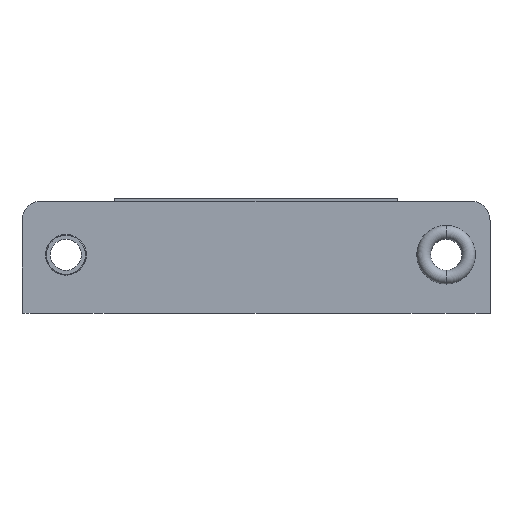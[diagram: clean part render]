
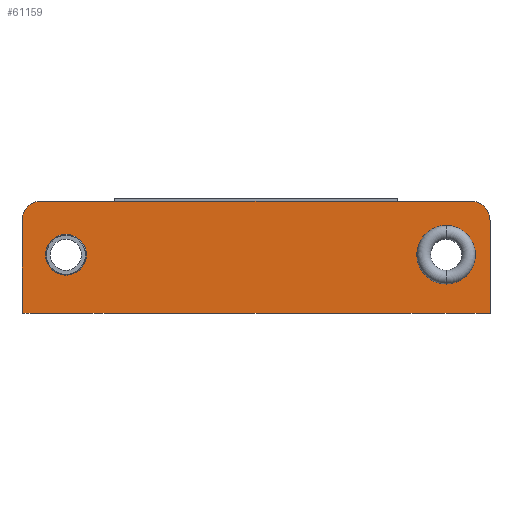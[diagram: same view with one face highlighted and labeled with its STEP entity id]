
A CAD part, front view. The second image highlights one B-rep face of the part: STEP entity #61159.
In plain terms, the highlighted planar face has unit normal (0, -1, 0).
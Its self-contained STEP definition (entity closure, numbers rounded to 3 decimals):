
#2656=DIRECTION('',(-1.,0.,0.));
#2657=VECTOR('',#2656,44.);
#2658=CARTESIAN_POINT('',(22.,-0.713,5.463));
#2659=LINE('',#2658,#2657);
#2664=CARTESIAN_POINT('',(22.,-0.713,3.457));
#2665=DIRECTION('',(0.,-1.,0.));
#2666=DIRECTION('',(1.,0.,0.));
#2667=AXIS2_PLACEMENT_3D('',#2664,#2665,#2666);
#2694=DIRECTION('',(0.,0.,1.));
#2695=VECTOR('',#2694,9.507);
#2696=CARTESIAN_POINT('',(24.007,-0.713,-6.05));
#2697=LINE('',#2696,#2695);
#2800=DIRECTION('',(0.,0.,1.));
#2801=VECTOR('',#2800,9.507);
#2802=CARTESIAN_POINT('',(-24.007,-0.713,-6.05));
#2803=LINE('',#2802,#2801);
#3218=DIRECTION('',(-1.,0.,0.));
#3219=VECTOR('',#3218,48.013);
#3220=CARTESIAN_POINT('',(24.007,-0.713,-6.05));
#3221=LINE('',#3220,#3219);
#3222=CARTESIAN_POINT('',(-19.5,-0.713,-0.044));
#3223=DIRECTION('',(0.,1.,0.));
#3224=DIRECTION('',(0.,0.,-1.));
#3225=AXIS2_PLACEMENT_3D('',#3222,#3223,#3224);
#3227=CARTESIAN_POINT('',(-19.5,-0.713,-0.044));
#3228=DIRECTION('',(0.,1.,0.));
#3229=DIRECTION('',(0.,0.,1.));
#3230=AXIS2_PLACEMENT_3D('',#3227,#3228,#3229);
#3232=CARTESIAN_POINT('',(19.5,-0.713,-0.044));
#3233=DIRECTION('',(0.,-1.,0.));
#3234=DIRECTION('',(0.,0.,-1.));
#3235=AXIS2_PLACEMENT_3D('',#3232,#3233,#3234);
#3237=CARTESIAN_POINT('',(19.5,-0.713,-0.044));
#3238=DIRECTION('',(0.,-1.,0.));
#3239=DIRECTION('',(0.,0.,1.));
#3240=AXIS2_PLACEMENT_3D('',#3237,#3238,#3239);
#3255=CARTESIAN_POINT('',(-22.,-0.713,3.457));
#3256=DIRECTION('',(0.,-1.,0.));
#3257=DIRECTION('',(0.,0.,1.));
#3258=AXIS2_PLACEMENT_3D('',#3255,#3256,#3257);
#57671=CARTESIAN_POINT('',(24.007,-0.713,-6.05));
#57672=CARTESIAN_POINT('',(-24.007,-0.713,-6.05));
#57673=VERTEX_POINT('',#57671);
#57674=VERTEX_POINT('',#57672);
#57719=CARTESIAN_POINT('',(-24.007,-0.713,3.457));
#57721=VERTEX_POINT('',#57719);
#57725=CARTESIAN_POINT('',(-22.,-0.713,5.463));
#57726=VERTEX_POINT('',#57725);
#57728=CARTESIAN_POINT('',(24.007,-0.713,3.457));
#57730=VERTEX_POINT('',#57728);
#57731=CARTESIAN_POINT('',(22.,-0.713,5.463));
#57732=VERTEX_POINT('',#57731);
#57743=CARTESIAN_POINT('',(-19.5,-0.713,-2.137));
#57744=CARTESIAN_POINT('',(-19.5,-0.713,2.05));
#57745=VERTEX_POINT('',#57743);
#57746=VERTEX_POINT('',#57744);
#57823=CARTESIAN_POINT('',(19.5,-0.713,-3.05));
#57824=CARTESIAN_POINT('',(19.5,-0.713,2.963));
#57825=VERTEX_POINT('',#57823);
#57826=VERTEX_POINT('',#57824);
#61135=CARTESIAN_POINT('',(24.,-0.713,-6.044));
#61136=DIRECTION('',(0.,-1.,0.));
#61137=DIRECTION('',(0.,0.,1.));
#61138=AXIS2_PLACEMENT_3D('',#61135,#61136,#61137);
#61139=PLANE('',#61138);
#61141=ORIENTED_EDGE('',*,*,#61140,.F.);
#61142=ORIENTED_EDGE('',*,*,#60440,.F.);
#61143=ORIENTED_EDGE('',*,*,#60456,.F.);
#61144=ORIENTED_EDGE('',*,*,#60476,.F.);
#61145=ORIENTED_EDGE('',*,*,#60544,.T.);
#61146=ORIENTED_EDGE('',*,*,#60599,.T.);
#61147=EDGE_LOOP('',(#61141,#61142,#61143,#61144,#61145,#61146));
#61148=FACE_OUTER_BOUND('',#61147,.F.);
#61149=ORIENTED_EDGE('',*,*,#61104,.F.);
#61150=ORIENTED_EDGE('',*,*,#61125,.F.);
#61151=EDGE_LOOP('',(#61149,#61150));
#61152=FACE_BOUND('',#61151,.F.);
#61154=ORIENTED_EDGE('',*,*,#61153,.T.);
#61156=ORIENTED_EDGE('',*,*,#61155,.T.);
#61157=EDGE_LOOP('',(#61154,#61156));
#61158=FACE_BOUND('',#61157,.F.);
#61159=ADVANCED_FACE('',(#61148,#61152,#61158),#61139,.T.);
#2668=CIRCLE('',#2667,2.007);
#3226=CIRCLE('',#3225,2.094);
#3231=CIRCLE('',#3230,2.094);
#3236=CIRCLE('',#3235,3.006);
#3241=CIRCLE('',#3240,3.006);
#3259=CIRCLE('',#3258,2.007);
#60440=EDGE_CURVE('',#57732,#57726,#2659,.T.);
#60456=EDGE_CURVE('',#57730,#57732,#2668,.T.);
#60476=EDGE_CURVE('',#57673,#57730,#2697,.T.);
#60544=EDGE_CURVE('',#57673,#57674,#3221,.T.);
#60599=EDGE_CURVE('',#57674,#57721,#2803,.T.);
#61104=EDGE_CURVE('',#57745,#57746,#3226,.T.);
#61125=EDGE_CURVE('',#57746,#57745,#3231,.T.);
#61140=EDGE_CURVE('',#57726,#57721,#3259,.T.);
#61153=EDGE_CURVE('',#57825,#57826,#3236,.T.);
#61155=EDGE_CURVE('',#57826,#57825,#3241,.T.);
